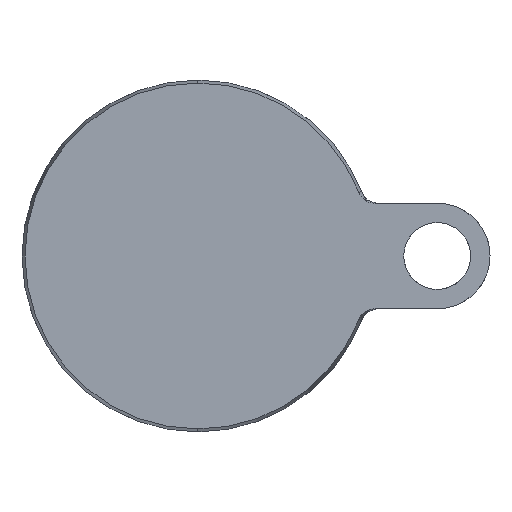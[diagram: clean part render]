
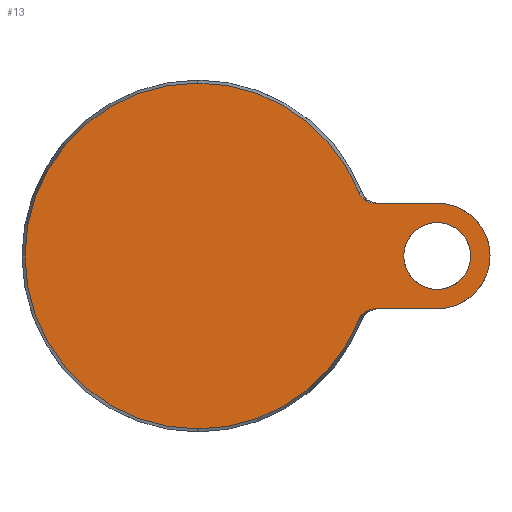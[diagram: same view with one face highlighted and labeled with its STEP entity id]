
A CAD part, front view. The second image highlights one B-rep face of the part: STEP entity #13.
In plain terms, the highlighted planar face has unit normal (0, -1, 0).
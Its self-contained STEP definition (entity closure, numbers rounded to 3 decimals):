
#13 = ADVANCED_FACE ( 'NONE', ( #424, #781 ), #690, .F. ) ;
#15 = EDGE_CURVE ( 'NONE', #296, #462, #1069, .T. ) ;
#30 = DIRECTION ( 'NONE',  ( 0., 0., 1. ) ) ;
#35 = AXIS2_PLACEMENT_3D ( 'NONE', #294, #921, #113 ) ;
#41 = VERTEX_POINT ( 'NONE', #182 ) ;
#42 = CARTESIAN_POINT ( 'NONE',  ( 0., 0., 0. ) ) ;
#46 = VERTEX_POINT ( 'NONE', #829 ) ;
#51 = CARTESIAN_POINT ( 'NONE',  ( 47.955, 0., 15.598 ) ) ;
#65 = DIRECTION ( 'NONE',  ( 0., -1., 0. ) ) ;
#67 = CARTESIAN_POINT ( 'NONE',  ( 49.366, 0., 15.074 ) ) ;
#73 = CARTESIAN_POINT ( 'NONE',  ( 45.848, 0., 17.699 ) ) ;
#82 = CARTESIAN_POINT ( 'NONE',  ( 48.637, 0., -15.295 ) ) ;
#94 = CARTESIAN_POINT ( 'NONE',  ( 49.363, 0., -15.093 ) ) ;
#95 = DIRECTION ( 'NONE',  ( 0., -1., 0. ) ) ;
#98 = EDGE_CURVE ( 'NONE', #275, #891, #699, .T. ) ;
#113 = DIRECTION ( 'NONE',  ( 0., 0., -1. ) ) ;
#119 = CARTESIAN_POINT ( 'NONE',  ( 45.66, 0., -18.169 ) ) ;
#136 = ORIENTED_EDGE ( 'NONE', *, *, #15, .F. ) ;
#139 = CARTESIAN_POINT ( 'NONE',  ( 47.738, 0., 15.721 ) ) ;
#144 = B_SPLINE_CURVE_WITH_KNOTS ( 'NONE', 3,
 ( #259, #527, #374, #548, #624, #986, #278, #447, #998, #991, #82, #802, #94, #168, #441, #179 ),
 .UNSPECIFIED., .F., .F.,
 ( 4, 2, 2, 2, 2, 2, 2, 4 ),
 ( 0., 0.001, 0.002, 0.003, 0.004, 0.004, 0.005, 0.006 ),
 .UNSPECIFIED. ) ;
#152 = CARTESIAN_POINT ( 'NONE',  ( 15., 0., 15. ) ) ;
#158 = B_SPLINE_CURVE_WITH_KNOTS ( 'NONE', 3,
 ( #427, #695, #67, #316, #784, #51, #139, #1165, #233, #605, #329, #1060, #73, #229 ),
 .UNSPECIFIED., .F., .F.,
 ( 4, 2, 2, 2, 2, 2, 4 ),
 ( 0., 0.001, 0.002, 0.003, 0.004, 0.004, 0.006 ),
 .UNSPECIFIED. ) ;
#166 = EDGE_CURVE ( 'NONE', #462, #519, #1090, .T. ) ;
#168 = CARTESIAN_POINT ( 'NONE',  ( 49.862, 0., -15.019 ) ) ;
#179 = CARTESIAN_POINT ( 'NONE',  ( 50.366, 0., -15. ) ) ;
#182 = CARTESIAN_POINT ( 'NONE',  ( 50.366, 0., -15. ) ) ;
#187 = ORIENTED_EDGE ( 'NONE', *, *, #342, .T. ) ;
#198 = CARTESIAN_POINT ( 'NONE',  ( 68., 0., 0. ) ) ;
#221 = DIRECTION ( 'NONE',  ( -1., 0., 0. ) ) ;
#229 = CARTESIAN_POINT ( 'NONE',  ( 45.66, 0., 18.169 ) ) ;
#233 = CARTESIAN_POINT ( 'NONE',  ( 47.122, 0., 16.157 ) ) ;
#236 = VECTOR ( 'NONE', #221, 1000. ) ;
#251 = ORIENTED_EDGE ( 'NONE', *, *, #1010, .T. ) ;
#252 = EDGE_CURVE ( 'NONE', #677, #975, #750, .T. ) ;
#258 = AXIS2_PLACEMENT_3D ( 'NONE', #331, #1166, #697 ) ;
#259 = CARTESIAN_POINT ( 'NONE',  ( 45.66, 0., -18.169 ) ) ;
#267 = DIRECTION ( 'NONE',  ( 1., 0., 0. ) ) ;
#268 = VERTEX_POINT ( 'NONE', #119 ) ;
#273 = AXIS2_PLACEMENT_3D ( 'NONE', #588, #570, #30 ) ;
#275 = VERTEX_POINT ( 'NONE', #857 ) ;
#278 = CARTESIAN_POINT ( 'NONE',  ( 47.314, 0., -16.005 ) ) ;
#294 = CARTESIAN_POINT ( 'NONE',  ( 0., 0., 0. ) ) ;
#296 = VERTEX_POINT ( 'NONE', #848 ) ;
#316 = CARTESIAN_POINT ( 'NONE',  ( 48.644, 0., 15.292 ) ) ;
#329 = CARTESIAN_POINT ( 'NONE',  ( 46.58, 0., 16.677 ) ) ;
#331 = CARTESIAN_POINT ( 'NONE',  ( -49.143, 0., 0. ) ) ;
#338 = AXIS2_PLACEMENT_3D ( 'NONE', #1029, #941, #666 ) ;
#342 = EDGE_CURVE ( 'NONE', #296, #46, #158, .T. ) ;
#374 = CARTESIAN_POINT ( 'NONE',  ( 46.1, 0., -17.269 ) ) ;
#394 = ORIENTED_EDGE ( 'NONE', *, *, #500, .T. ) ;
#400 = ORIENTED_EDGE ( 'NONE', *, *, #1149, .T. ) ;
#424 = FACE_OUTER_BOUND ( 'NONE', #1134, .T. ) ;
#427 = CARTESIAN_POINT ( 'NONE',  ( 50.366, 0., 15. ) ) ;
#441 = CARTESIAN_POINT ( 'NONE',  ( 50.113, 0., -15. ) ) ;
#447 = CARTESIAN_POINT ( 'NONE',  ( 47.73, 0., -15.726 ) ) ;
#462 = VERTEX_POINT ( 'NONE', #634 ) ;
#469 = ORIENTED_EDGE ( 'NONE', *, *, #817, .F. ) ;
#500 = EDGE_CURVE ( 'NONE', #268, #41, #144, .T. ) ;
#506 = ORIENTED_EDGE ( 'NONE', *, *, #680, .T. ) ;
#516 = DIRECTION ( 'NONE',  ( 0., 0., -1. ) ) ;
#519 = VERTEX_POINT ( 'NONE', #809 ) ;
#524 = ORIENTED_EDGE ( 'NONE', *, *, #252, .T. ) ;
#527 = CARTESIAN_POINT ( 'NONE',  ( 45.848, 0., -17.699 ) ) ;
#548 = CARTESIAN_POINT ( 'NONE',  ( 46.575, 0., -16.681 ) ) ;
#550 = EDGE_LOOP ( 'NONE', ( #251, #524 ) ) ;
#570 = DIRECTION ( 'NONE',  ( 0., 1., 0. ) ) ;
#578 = CIRCLE ( 'NONE', #35, 49.143 ) ;
#588 = CARTESIAN_POINT ( 'NONE',  ( 68., 0., 0. ) ) ;
#605 = CARTESIAN_POINT ( 'NONE',  ( 46.751, 0., 16.495 ) ) ;
#624 = CARTESIAN_POINT ( 'NONE',  ( 46.749, 0., -16.497 ) ) ;
#634 = CARTESIAN_POINT ( 'NONE',  ( 68., 0., 15. ) ) ;
#666 = DIRECTION ( 'NONE',  ( 0., 0., -1. ) ) ;
#677 = VERTEX_POINT ( 'NONE', #1141 ) ;
#680 = EDGE_CURVE ( 'NONE', #46, #275, #578, .T. ) ;
#690 = PLANE ( 'NONE',  #258 ) ;
#695 = CARTESIAN_POINT ( 'NONE',  ( 49.86, 0., 15. ) ) ;
#697 = DIRECTION ( 'NONE',  ( 0., 0., 1. ) ) ;
#699 = CIRCLE ( 'NONE', #772, 49.143 ) ;
#700 = LINE ( 'NONE', #863, #236 ) ;
#750 = CIRCLE ( 'NONE', #273, 9.5 ) ;
#772 = AXIS2_PLACEMENT_3D ( 'NONE', #1094, #95, #1184 ) ;
#781 = FACE_BOUND ( 'NONE', #550, .T. ) ;
#784 = CARTESIAN_POINT ( 'NONE',  ( 48.407, 0., 15.384 ) ) ;
#802 = CARTESIAN_POINT ( 'NONE',  ( 49.116, 0., -15.149 ) ) ;
#809 = CARTESIAN_POINT ( 'NONE',  ( 68., 0., -15. ) ) ;
#811 = ORIENTED_EDGE ( 'NONE', *, *, #166, .F. ) ;
#817 = EDGE_CURVE ( 'NONE', #519, #41, #700, .T. ) ;
#829 = CARTESIAN_POINT ( 'NONE',  ( 45.66, 0., 18.169 ) ) ;
#848 = CARTESIAN_POINT ( 'NONE',  ( 50.366, 0., 15. ) ) ;
#857 = CARTESIAN_POINT ( 'NONE',  ( 0., 0., 49.143 ) ) ;
#863 = CARTESIAN_POINT ( 'NONE',  ( 15., 0., -15. ) ) ;
#866 = CIRCLE ( 'NONE', #1026, 49.143 ) ;
#891 = VERTEX_POINT ( 'NONE', #1179 ) ;
#921 = DIRECTION ( 'NONE',  ( 0., -1., 0. ) ) ;
#924 = DIRECTION ( 'NONE',  ( 0., 0., 1. ) ) ;
#941 = DIRECTION ( 'NONE',  ( 0., 1., 0. ) ) ;
#975 = VERTEX_POINT ( 'NONE', #1012 ) ;
#986 = CARTESIAN_POINT ( 'NONE',  ( 47.118, 0., -16.16 ) ) ;
#991 = CARTESIAN_POINT ( 'NONE',  ( 48.405, 0., -15.385 ) ) ;
#998 = CARTESIAN_POINT ( 'NONE',  ( 47.952, 0., -15.6 ) ) ;
#1010 = EDGE_CURVE ( 'NONE', #975, #677, #1107, .T. ) ;
#1012 = CARTESIAN_POINT ( 'NONE',  ( 68., 0., -9.5 ) ) ;
#1019 = DIRECTION ( 'NONE',  ( 0., 1., 0. ) ) ;
#1026 = AXIS2_PLACEMENT_3D ( 'NONE', #42, #65, #516 ) ;
#1029 = CARTESIAN_POINT ( 'NONE',  ( 68., 0., 0. ) ) ;
#1044 = AXIS2_PLACEMENT_3D ( 'NONE', #198, #1019, #924 ) ;
#1060 = CARTESIAN_POINT ( 'NONE',  ( 46.108, 0., 17.258 ) ) ;
#1061 = ORIENTED_EDGE ( 'NONE', *, *, #98, .T. ) ;
#1069 = LINE ( 'NONE', #152, #1070 ) ;
#1070 = VECTOR ( 'NONE', #267, 1000. ) ;
#1090 = CIRCLE ( 'NONE', #338, 15. ) ;
#1094 = CARTESIAN_POINT ( 'NONE',  ( 0., 0., 0. ) ) ;
#1107 = CIRCLE ( 'NONE', #1044, 9.5 ) ;
#1134 = EDGE_LOOP ( 'NONE', ( #136, #187, #506, #1061, #400, #394, #469, #811 ) ) ;
#1141 = CARTESIAN_POINT ( 'NONE',  ( 68., 0., 9.5 ) ) ;
#1149 = EDGE_CURVE ( 'NONE', #891, #268, #866, .T. ) ;
#1165 = CARTESIAN_POINT ( 'NONE',  ( 47.322, 0., 16. ) ) ;
#1166 = DIRECTION ( 'NONE',  ( 0., 1., 0. ) ) ;
#1179 = CARTESIAN_POINT ( 'NONE',  ( 0., 0., -49.143 ) ) ;
#1184 = DIRECTION ( 'NONE',  ( 0., 0., -1. ) ) ;
